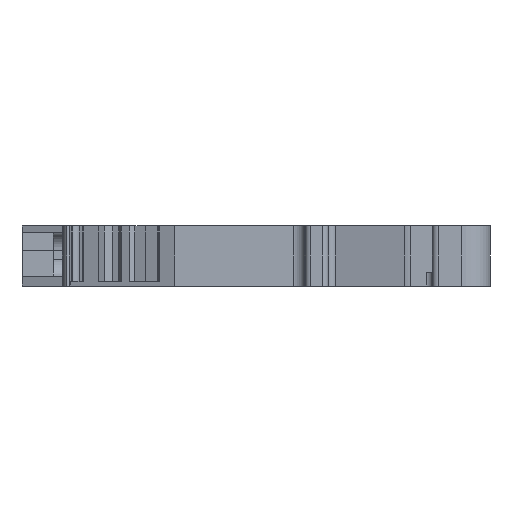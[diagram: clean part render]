
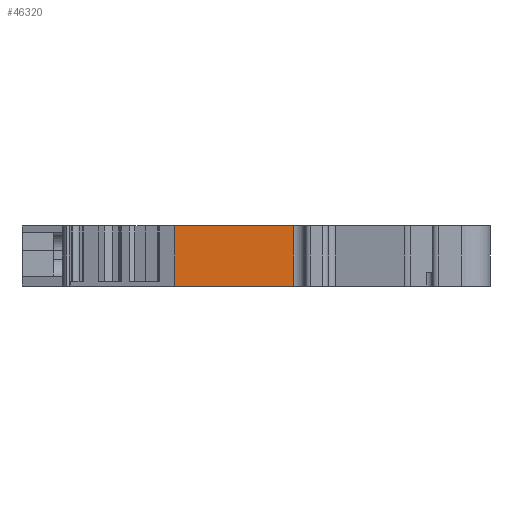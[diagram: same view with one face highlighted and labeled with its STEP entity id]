
A CAD part, left-side view. The second image highlights one B-rep face of the part: STEP entity #46320.
In plain terms, the highlighted face is planar.
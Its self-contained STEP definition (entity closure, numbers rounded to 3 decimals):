
#26390=CARTESIAN_POINT('',(-42.928,13.952,
0.));
#26400=VERTEX_POINT('',#26390);
#26560=CARTESIAN_POINT('',(-42.928,13.952,-5.2));
#26570=VERTEX_POINT('',#26560);
#26600=CARTESIAN_POINT('',(-42.928,13.952,
0.));
#26610=DIRECTION('',(0.,0.,1.));
#26620=VECTOR('',#26610,1.);
#26630=LINE('',#26600,#26620);
#26640=EDGE_CURVE('',#26570,#26400,#26630,.T.);
#46020=CARTESIAN_POINT('',(-43.525,11.562,
0.));
#46030=DIRECTION('',(0.97,-0.242,
0.));
#46040=DIRECTION('',(-0.242,-0.97,
0.));
#46050=AXIS2_PLACEMENT_3D('',#46020,#46030,#46040);
#46060=PLANE('',#46050);
#46070=CARTESIAN_POINT('',(-46.407,0.,-5.2));
#46080=DIRECTION('',(0.242,0.97,0.));
#46090=VECTOR('',#46080,1.);
#46100=LINE('',#46070,#46090);
#46110=CARTESIAN_POINT('',(-40.438,23.942,-5.2));
#46120=VERTEX_POINT('',#46110);
#46130=EDGE_CURVE('',#26570,#46120,#46100,.T.);
#46140=ORIENTED_EDGE('',*,*,#46130,.F.);
#46150=CARTESIAN_POINT('',(-40.438,23.942,0.));
#46160=DIRECTION('',(0.,0.,-1.));
#46170=VECTOR('',#46160,1.);
#46180=LINE('',#46150,#46170);
#46190=CARTESIAN_POINT('',(-40.438,23.942,
0.));
#46200=VERTEX_POINT('',#46190);
#46210=EDGE_CURVE('',#46200,#46120,#46180,.T.);
#46220=ORIENTED_EDGE('',*,*,#46210,.T.);
#46230=CARTESIAN_POINT('',(-46.407,0.,0.));
#46240=DIRECTION('',(-0.242,-0.97,0.));
#46250=VECTOR('',#46240,1.);
#46260=LINE('',#46230,#46250);
#46270=EDGE_CURVE('',#46200,#26400,#46260,.T.);
#46280=ORIENTED_EDGE('',*,*,#46270,.F.);
#46290=ORIENTED_EDGE('',*,*,#26640,.T.);
#46300=EDGE_LOOP('',(#46290,#46280,#46220,#46140));
#46310=FACE_OUTER_BOUND('',#46300,.T.);
#46320=ADVANCED_FACE('',(#46310),#46060,.F.);
